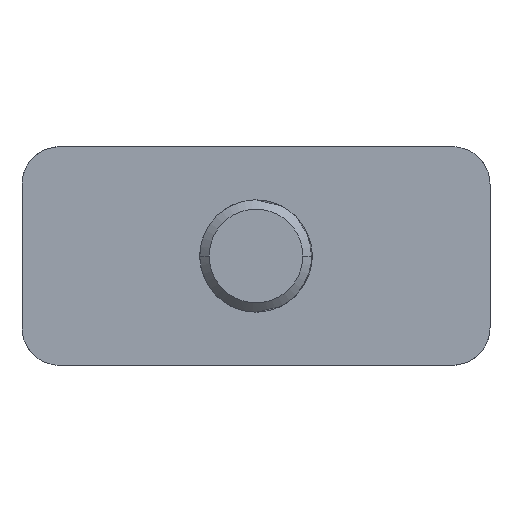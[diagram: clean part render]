
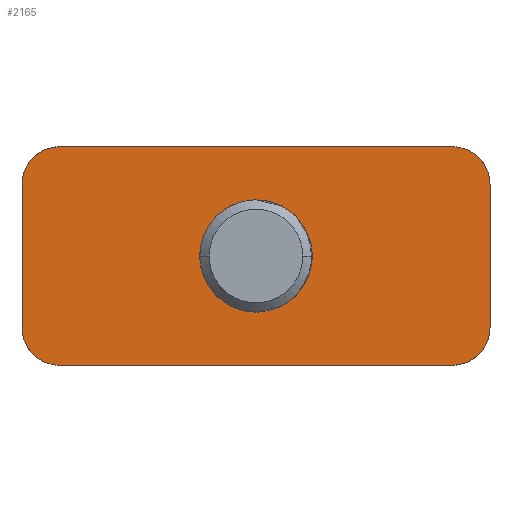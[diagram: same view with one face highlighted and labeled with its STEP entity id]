
A CAD part, front view. The second image highlights one B-rep face of the part: STEP entity #2165.
In plain terms, the highlighted free-form (B-spline) face has degree [1, 1] with [2, 2] control points.
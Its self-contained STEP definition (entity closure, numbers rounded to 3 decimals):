
#1558 = VERTEX_POINT('',#1559);
#1559 = CARTESIAN_POINT('',(0.,-15.459,
    23.189));
#1566 = VERTEX_POINT('',#1567);
#1567 = CARTESIAN_POINT('',(0.,-15.459,
    -23.189));
#1572 = EDGE_CURVE('',#1566,#1558,#1573,.T.);
#1573 = ( BOUNDED_CURVE() B_SPLINE_CURVE(2,(#1574,#1575,#1576,#1577,
#1578),.UNSPECIFIED.,.F.,.F.) B_SPLINE_CURVE_WITH_KNOTS((3,2,3),(
    3.142,4.712,6.283),
.PIECEWISE_BEZIER_KNOTS.) CURVE() GEOMETRIC_REPRESENTATION_ITEM() 
RATIONAL_B_SPLINE_CURVE((1.,0.707,1.,0.707,1.)) 
REPRESENTATION_ITEM('') );
#1574 = CARTESIAN_POINT('',(0.,-15.459,
    -23.189));
#1575 = CARTESIAN_POINT('',(-23.189,-15.459,
    -23.189));
#1576 = CARTESIAN_POINT('',(-23.189,-15.459,
    0.));
#1577 = CARTESIAN_POINT('',(-23.189,-15.459,
    23.189));
#1578 = CARTESIAN_POINT('',(0.,-15.459,
    23.189));
#1603 = EDGE_CURVE('',#1558,#1566,#1604,.T.);
#1604 = ( BOUNDED_CURVE() B_SPLINE_CURVE(2,(#1605,#1606,#1607,#1608,
#1609),.UNSPECIFIED.,.F.,.F.) B_SPLINE_CURVE_WITH_KNOTS((3,2,3),(0.,
1.571,3.142),.PIECEWISE_BEZIER_KNOTS.) CURVE() 
GEOMETRIC_REPRESENTATION_ITEM() RATIONAL_B_SPLINE_CURVE((1.,
0.707,1.,0.707,1.)) REPRESENTATION_ITEM('') );
#1605 = CARTESIAN_POINT('',(0.,-15.459,
    23.189));
#1606 = CARTESIAN_POINT('',(23.189,-15.459,
    23.189));
#1607 = CARTESIAN_POINT('',(23.189,-15.459,
    0.));
#1608 = CARTESIAN_POINT('',(23.189,-15.459,
    -23.189));
#1609 = CARTESIAN_POINT('',(0.,-15.459,
    -23.189));
#2031 = VERTEX_POINT('',#2032);
#2032 = CARTESIAN_POINT('',(-81.16,-15.459,
    45.089));
#2037 = EDGE_CURVE('',#2031,#2038,#2040,.T.);
#2038 = VERTEX_POINT('',#2039);
#2039 = CARTESIAN_POINT('',(81.16,-15.459,
    45.089));
#2040 = B_SPLINE_CURVE_WITH_KNOTS('',1,(#2041,#2042),.UNSPECIFIED.,.F.,
  .F.,(2,2),(-63.,63.),.PIECEWISE_BEZIER_KNOTS.);
#2041 = CARTESIAN_POINT('',(-81.16,-15.459,
    45.089));
#2042 = CARTESIAN_POINT('',(81.16,-15.459,
    45.089));
#2063 = EDGE_CURVE('',#2064,#2066,#2068,.T.);
#2064 = VERTEX_POINT('',#2065);
#2065 = CARTESIAN_POINT('',(-96.619,-15.459,
    29.63));
#2066 = VERTEX_POINT('',#2067);
#2067 = CARTESIAN_POINT('',(-96.619,-15.459,
    -29.63));
#2068 = B_SPLINE_CURVE_WITH_KNOTS('',1,(#2069,#2070),.UNSPECIFIED.,.F.,
  .F.,(2,2),(-23.,23.),.PIECEWISE_BEZIER_KNOTS.);
#2069 = CARTESIAN_POINT('',(-96.619,-15.459,
    29.63));
#2070 = CARTESIAN_POINT('',(-96.619,-15.459,
    -29.63));
#2099 = EDGE_CURVE('',#2100,#2102,#2104,.T.);
#2100 = VERTEX_POINT('',#2101);
#2101 = CARTESIAN_POINT('',(-81.16,-15.459,
    -45.089));
#2102 = VERTEX_POINT('',#2103);
#2103 = CARTESIAN_POINT('',(81.16,-15.459,
    -45.089));
#2104 = B_SPLINE_CURVE_WITH_KNOTS('',1,(#2105,#2106),.UNSPECIFIED.,.F.,
  .F.,(2,2),(-63.,63.),.PIECEWISE_BEZIER_KNOTS.);
#2105 = CARTESIAN_POINT('',(-81.16,-15.459,
    -45.089));
#2106 = CARTESIAN_POINT('',(81.16,-15.459,
    -45.089));
#2143 = VERTEX_POINT('',#2144);
#2144 = CARTESIAN_POINT('',(96.619,-15.459,
    29.63));
#2149 = EDGE_CURVE('',#2143,#2150,#2152,.T.);
#2150 = VERTEX_POINT('',#2151);
#2151 = CARTESIAN_POINT('',(96.619,-15.459,
    -29.63));
#2152 = B_SPLINE_CURVE_WITH_KNOTS('',1,(#2153,#2154),.UNSPECIFIED.,.F.,
  .F.,(2,2),(-23.,23.),.PIECEWISE_BEZIER_KNOTS.);
#2153 = CARTESIAN_POINT('',(96.619,-15.459,
    29.63));
#2154 = CARTESIAN_POINT('',(96.619,-15.459,
    -29.63));
#2165 = ADVANCED_FACE('',(#2166,#2170),#2200,.F.);
#2166 = FACE_BOUND('',#2167,.T.);
#2167 = EDGE_LOOP('',(#2168,#2169));
#2168 = ORIENTED_EDGE('',*,*,#1603,.T.);
#2169 = ORIENTED_EDGE('',*,*,#1572,.T.);
#2170 = FACE_BOUND('',#2171,.T.);
#2171 = EDGE_LOOP('',(#2172,#2173,#2179,#2180,#2186,#2187,#2193,#2194));
#2172 = ORIENTED_EDGE('',*,*,#2037,.F.);
#2173 = ORIENTED_EDGE('',*,*,#2174,.T.);
#2174 = EDGE_CURVE('',#2031,#2064,#2175,.T.);
#2175 = ( BOUNDED_CURVE() B_SPLINE_CURVE(2,(#2176,#2177,#2178),
.UNSPECIFIED.,.F.,.F.) B_SPLINE_CURVE_WITH_KNOTS((3,3),(0.,
1.571),.PIECEWISE_BEZIER_KNOTS.) CURVE() 
GEOMETRIC_REPRESENTATION_ITEM() RATIONAL_B_SPLINE_CURVE((1.,
0.707,1.)) REPRESENTATION_ITEM('') );
#2176 = CARTESIAN_POINT('',(-81.16,-15.459,
    45.089));
#2177 = CARTESIAN_POINT('',(-96.619,-15.459,
    45.089));
#2178 = CARTESIAN_POINT('',(-96.619,-15.459,
    29.63));
#2179 = ORIENTED_EDGE('',*,*,#2063,.T.);
#2180 = ORIENTED_EDGE('',*,*,#2181,.T.);
#2181 = EDGE_CURVE('',#2066,#2100,#2182,.T.);
#2182 = ( BOUNDED_CURVE() B_SPLINE_CURVE(2,(#2183,#2184,#2185),
.UNSPECIFIED.,.F.,.F.) B_SPLINE_CURVE_WITH_KNOTS((3,3),(1.571,
3.142),.PIECEWISE_BEZIER_KNOTS.) CURVE() 
GEOMETRIC_REPRESENTATION_ITEM() RATIONAL_B_SPLINE_CURVE((1.,
0.707,1.)) REPRESENTATION_ITEM('') );
#2183 = CARTESIAN_POINT('',(-96.619,-15.459,
    -29.63));
#2184 = CARTESIAN_POINT('',(-96.619,-15.459,
    -45.089));
#2185 = CARTESIAN_POINT('',(-81.16,-15.459,
    -45.089));
#2186 = ORIENTED_EDGE('',*,*,#2099,.T.);
#2187 = ORIENTED_EDGE('',*,*,#2188,.T.);
#2188 = EDGE_CURVE('',#2102,#2150,#2189,.T.);
#2189 = ( BOUNDED_CURVE() B_SPLINE_CURVE(2,(#2190,#2191,#2192),
.UNSPECIFIED.,.F.,.F.) B_SPLINE_CURVE_WITH_KNOTS((3,3),(3.142,
4.712),.PIECEWISE_BEZIER_KNOTS.) CURVE() 
GEOMETRIC_REPRESENTATION_ITEM() RATIONAL_B_SPLINE_CURVE((1.,
0.707,1.)) REPRESENTATION_ITEM('') );
#2190 = CARTESIAN_POINT('',(81.16,-15.459,
    -45.089));
#2191 = CARTESIAN_POINT('',(96.619,-15.459,
    -45.089));
#2192 = CARTESIAN_POINT('',(96.619,-15.459,
    -29.63));
#2193 = ORIENTED_EDGE('',*,*,#2149,.F.);
#2194 = ORIENTED_EDGE('',*,*,#2195,.T.);
#2195 = EDGE_CURVE('',#2143,#2038,#2196,.T.);
#2196 = ( BOUNDED_CURVE() B_SPLINE_CURVE(2,(#2197,#2198,#2199),
.UNSPECIFIED.,.F.,.F.) B_SPLINE_CURVE_WITH_KNOTS((3,3),(4.712,
6.283),.PIECEWISE_BEZIER_KNOTS.) CURVE() 
GEOMETRIC_REPRESENTATION_ITEM() RATIONAL_B_SPLINE_CURVE((1.,
0.707,1.)) REPRESENTATION_ITEM('') );
#2197 = CARTESIAN_POINT('',(96.619,-15.459,
    29.63));
#2198 = CARTESIAN_POINT('',(96.619,-15.459,
    45.089));
#2199 = CARTESIAN_POINT('',(81.16,-15.459,
    45.089));
#2200 = B_SPLINE_SURFACE_WITH_KNOTS('',1,1,(
    (#2201,#2202)
    ,(#2203,#2204
    )),.UNSPECIFIED.,.F.,.F.,.F.,(2,2),(2,2),(-35.,35.),(-75.,75.),
  .PIECEWISE_BEZIER_KNOTS.);
#2201 = CARTESIAN_POINT('',(-96.619,-15.459,
    -45.089));
#2202 = CARTESIAN_POINT('',(96.619,-15.459,
    -45.089));
#2203 = CARTESIAN_POINT('',(-96.619,-15.459,
    45.089));
#2204 = CARTESIAN_POINT('',(96.619,-15.459,
    45.089));
